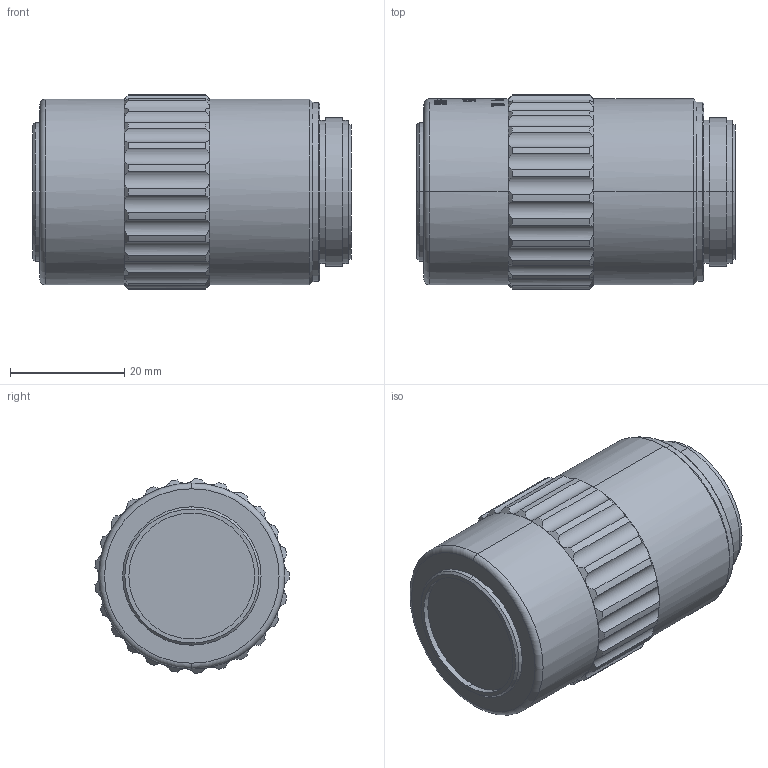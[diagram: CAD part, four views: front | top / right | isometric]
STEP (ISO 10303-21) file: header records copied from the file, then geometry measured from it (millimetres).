
FILE_DESCRIPTION (( 'STEP AP214' ), '1' );
FILE_NAME ('690007.STEP', '2022-04-07T02:30:31', ( '' ), ( '' ), 'SwSTEP 2.0', 'SolidWorks 2020', '' );
FILE_SCHEMA (( 'AUTOMOTIVE_DESIGN' ));
Length unit declared in the file: millimetre
Products named in the file (1): 690007
Bounding box: 55.65 x 33.93 x 33.99 mm (x, y, z)
Volume: 43991.9 mm3; surface area: 7557.2 mm2
Topology: 1 solids, 1 shells, 619 faces, 1660 edges, 1086 vertices
Faces by surface type: bspline 401, cylinder 112, cone 58, plane 46, torus 2
Entity records: 45192 total; most frequent: CARTESIAN_POINT 33409, ORIENTED_EDGE 3320, EDGE_CURVE 1660, B_SPLINE_CURVE_WITH_KNOTS 1347, VERTEX_POINT 1086, DIRECTION 925, EDGE_LOOP 662, ADVANCED_FACE 619
